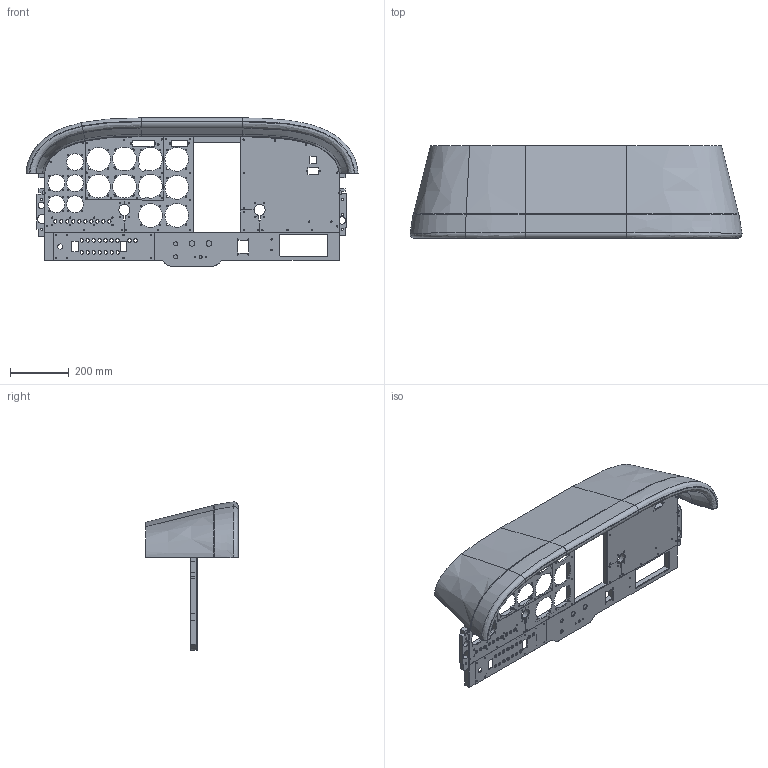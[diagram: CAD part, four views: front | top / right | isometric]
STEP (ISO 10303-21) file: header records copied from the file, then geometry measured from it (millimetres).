
FILE_DESCRIPTION(/* description */ (''),/* implementation_level */ '2;1');
FILE_NAME(/* name */ '2A-1-000 Panel v82.step',/* time_stamp */ '2022-01-09T21:23:07-07:00',/* author */ (''),/* organization */ (''),/* preprocessor_version */ 'ST-DEVELOPER v18.1',/* originating_system */ 'Autodesk Translation Framework v10.10.0.1391',/* authorisation */ '');
FILE_SCHEMA (('AUTOMOTIVE_DESIGN { 1 0 10303 214 3 1 1 }'));
Length unit declared in the file: inch
Products named in the file (4): 2A-1-000 Panel; Instrument Panel; Panel Support; Glareshield
Assembly tree (3 placements, depth 2):
  2A-1-000 Panel
    Instrument Panel
    Panel Support
    Glareshield
Bounding box: 1127.97 x 315.2 x 503.99 mm (x, y, z)
Volume: 12764857.5 mm3; surface area: 2180462.8 mm2
Topology: 14 solids, 14 shells, 756 faces, 2111 edges, 1379 vertices
Faces by surface type: cylinder 367, plane 310, bspline 79
Full cylindrical faces by diameter (mm): 3.81 x10, 4.223 x2, 4.318 x164, 5.08 x2, 6.35 x7, 9.728 x1, 11.836 x16, 12.065 x10, 13.487 x2, 18.999 x2, 21.59 x1, 57.15 x5, 80.518 x4
Entity records: 29135 total; most frequent: CARTESIAN_POINT 8347, ORIENTED_EDGE 4222, DIRECTION 4089, EDGE_CURVE 2111, AXIS2_PLACEMENT_3D 1421, VERTEX_POINT 1379, EDGE_LOOP 1284, LINE 1247
